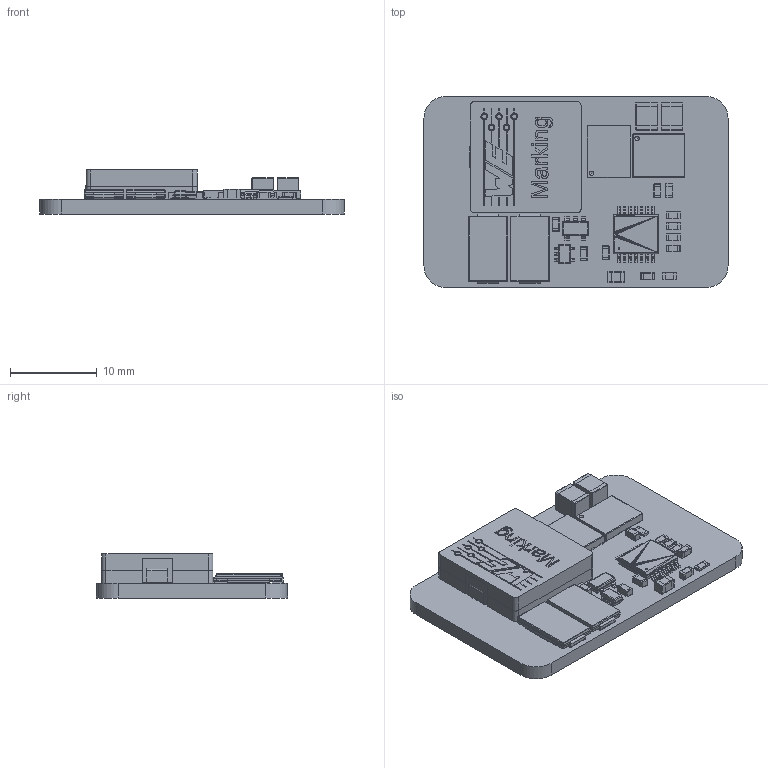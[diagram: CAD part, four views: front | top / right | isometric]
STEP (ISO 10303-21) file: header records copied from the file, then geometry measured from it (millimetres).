
FILE_DESCRIPTION(('Open CASCADE Model'),'2;1');
FILE_NAME('Open CASCADE Shape Model','2020-07-28T23:03:03',('Author'),( 'Open CASCADE'),'Open CASCADE STEP processor 6.8','Open CASCADE 6.8' ,'Unknown');
FILE_SCHEMA(('AUTOMOTIVE_DESIGN { 1 0 10303 214 1 1 1 1 }'));
Length unit declared in the file: millimetre
Products named in the file (89): PCB; Board; Open CASCADE STEP translator 6.8 4.1.1; C2; 6048897344; Terminal; Open_CASCADE_STEP_translator_6.8_15.1.1; Open_CASCADE_STEP_translator_6.8_15.1.2; Mid_Body; Open_CASCADE_STEP_translator_6.8_15.2.1; IC3; 6048897424; Body; Open_CASCADE_STEP_translator_6.8_30.1.1; Leader; C1; IC2; 6048897504; Open_CASCADE_STEP_translator_6.8_11.1.1; Rt2; 6048894624; Open_CASCADE_STEP_translator_6.8_9.2.1; Mark; Ron; IC1; 6048894784; Rilim; 6048897904; Rt1; Rb1; 6048897744; L1; WE-HCI-1335_rev1; Gehäuse; Spule; Boden; Klebemasse; Cvcc; Css; 6048905664 ...
Assembly tree (109 placements, depth 5):
  PCB
    Board
      Open CASCADE STEP translator 6.8 4.1.1
    C2
      6048897344
        Terminal
          Open_CASCADE_STEP_translator_6.8_15.1.1
          Open_CASCADE_STEP_translator_6.8_15.1.2
        Mid_Body
          Open_CASCADE_STEP_translator_6.8_15.2.1
    IC3
      6048897424
        Body
          Open_CASCADE_STEP_translator_6.8_30.1.1
        Leader  x5
    C1
      6048897344
        Terminal
          Open_CASCADE_STEP_translator_6.8_15.1.1
          Open_CASCADE_STEP_translator_6.8_15.1.2
        Mid_Body
          Open_CASCADE_STEP_translator_6.8_15.2.1
    IC2
      6048897504
        Body
          Open_CASCADE_STEP_translator_6.8_11.1.1
        Leader  x5
    Rt2
      6048894624
        Mid_Body
        Terminal  x2
          Open_CASCADE_STEP_translator_6.8_9.2.1
        Mark
    Ron
      6048894624
        Mid_Body
        Terminal  x2
          Open_CASCADE_STEP_translator_6.8_9.2.1
        Mark
    IC1
      6048894784
    Rilim
      6048897904
        Mid_Body
        Terminal  x2
          Open_CASCADE_STEP_translator_6.8_9.2.1
        Mark
    Rt1
      6048894624
        Mid_Body
        Terminal  x2
          Open_CASCADE_STEP_translator_6.8_9.2.1
        Mark
    Rb1
      6048897744
        Mid_Body
        Terminal  x2
          Open_CASCADE_STEP_translator_6.8_9.2.1
        Mark
    L1
Bounding box: 35 x 22 x 5.09 mm (x, y, z)
Volume: 1994.1 mm3; surface area: 4285.5 mm2
Topology: 83 solids, 716 shells, 2348 faces, 5822 edges, 4181 vertices
Faces by surface type: plane 1726, cylinder 405, sphere 120, bspline 66, extrusion 31
Full cylindrical faces by diameter (mm): 4.8 x1
Entity records: 61500 total; most frequent: CARTESIAN_POINT 14526, DIRECTION 7354, ORIENTED_EDGE 6287, EDGE_CURVE 4093, VECTOR 3364, LINE 3333, VERTEX_POINT 3231, AXIS2_PLACEMENT_3D 1995
